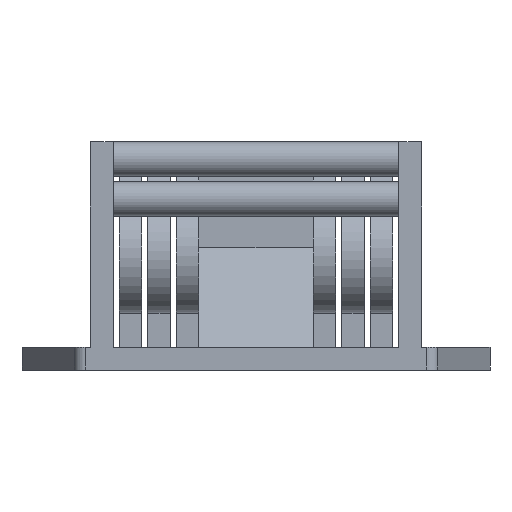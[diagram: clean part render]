
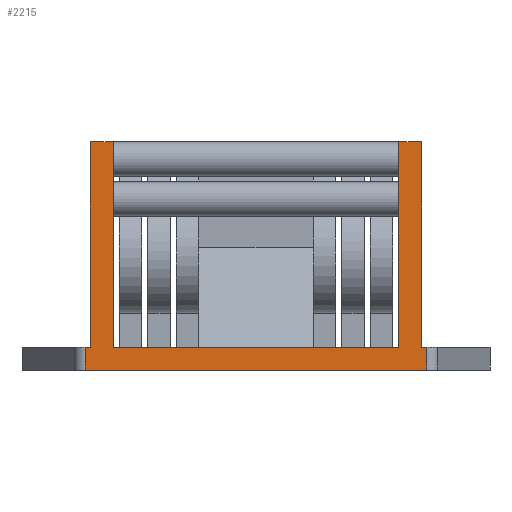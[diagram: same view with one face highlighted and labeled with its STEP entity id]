
A CAD part, left-side view. The second image highlights one B-rep face of the part: STEP entity #2215.
In plain terms, the highlighted planar face has unit normal (-1, 0, 0).
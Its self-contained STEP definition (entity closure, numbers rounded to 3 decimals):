
#203=FACE_OUTER_BOUND('',#351,.T.);
#351=EDGE_LOOP('',(#1773,#1774,#1775,#1776,#1777,#1778,#1779,#1780,#1781,
#1782,#1783,#1784));
#627=LINE('',#3500,#849);
#629=LINE('',#3506,#851);
#635=LINE('',#3528,#857);
#636=LINE('',#3530,#858);
#637=LINE('',#3532,#859);
#638=LINE('',#3534,#860);
#639=LINE('',#3536,#861);
#640=LINE('',#3538,#862);
#641=LINE('',#3540,#863);
#642=LINE('',#3542,#864);
#643=LINE('',#3544,#865);
#644=LINE('',#3545,#866);
#849=VECTOR('',#2851,10.);
#851=VECTOR('',#2857,10.);
#857=VECTOR('',#2875,10.);
#858=VECTOR('',#2876,10.);
#859=VECTOR('',#2877,10.);
#860=VECTOR('',#2878,10.);
#861=VECTOR('',#2879,10.);
#862=VECTOR('',#2880,10.);
#863=VECTOR('',#2881,10.);
#864=VECTOR('',#2882,10.);
#865=VECTOR('',#2883,10.);
#866=VECTOR('',#2884,10.);
#1060=VERTEX_POINT('',#3497);
#1061=VERTEX_POINT('',#3499);
#1063=VERTEX_POINT('',#3505);
#1073=VERTEX_POINT('',#3527);
#1074=VERTEX_POINT('',#3529);
#1075=VERTEX_POINT('',#3531);
#1076=VERTEX_POINT('',#3533);
#1077=VERTEX_POINT('',#3535);
#1078=VERTEX_POINT('',#3537);
#1079=VERTEX_POINT('',#3539);
#1080=VERTEX_POINT('',#3541);
#1081=VERTEX_POINT('',#3543);
#1310=EDGE_CURVE('',#1060,#1061,#627,.T.);
#1313=EDGE_CURVE('',#1061,#1063,#629,.T.);
#1324=EDGE_CURVE('',#1073,#1060,#635,.T.);
#1325=EDGE_CURVE('',#1073,#1074,#636,.T.);
#1326=EDGE_CURVE('',#1074,#1075,#637,.T.);
#1327=EDGE_CURVE('',#1075,#1076,#638,.T.);
#1328=EDGE_CURVE('',#1076,#1077,#639,.T.);
#1329=EDGE_CURVE('',#1077,#1078,#640,.T.);
#1330=EDGE_CURVE('',#1078,#1079,#641,.T.);
#1331=EDGE_CURVE('',#1080,#1079,#642,.T.);
#1332=EDGE_CURVE('',#1081,#1080,#643,.T.);
#1333=EDGE_CURVE('',#1063,#1081,#644,.T.);
#1773=ORIENTED_EDGE('',*,*,#1310,.F.);
#1774=ORIENTED_EDGE('',*,*,#1324,.F.);
#1775=ORIENTED_EDGE('',*,*,#1325,.T.);
#1776=ORIENTED_EDGE('',*,*,#1326,.T.);
#1777=ORIENTED_EDGE('',*,*,#1327,.T.);
#1778=ORIENTED_EDGE('',*,*,#1328,.T.);
#1779=ORIENTED_EDGE('',*,*,#1329,.T.);
#1780=ORIENTED_EDGE('',*,*,#1330,.T.);
#1781=ORIENTED_EDGE('',*,*,#1331,.F.);
#1782=ORIENTED_EDGE('',*,*,#1332,.F.);
#1783=ORIENTED_EDGE('',*,*,#1333,.F.);
#1784=ORIENTED_EDGE('',*,*,#1313,.F.);
#2116=PLANE('',#2439);
#2215=ADVANCED_FACE('',(#203),#2116,.T.);
#2439=AXIS2_PLACEMENT_3D('',#3526,#2873,#2874);
#2851=DIRECTION('',(0.,0.,-1.));
#2857=DIRECTION('',(0.,1.,0.));
#2873=DIRECTION('center_axis',(-1.,0.,0.));
#2874=DIRECTION('ref_axis',(0.,0.,1.));
#2875=DIRECTION('',(0.,-1.,0.));
#2876=DIRECTION('',(0.,0.,1.));
#2877=DIRECTION('',(0.,1.,0.));
#2878=DIRECTION('',(0.,0.,-1.));
#2879=DIRECTION('',(0.,1.,0.));
#2880=DIRECTION('',(0.,0.,1.));
#2881=DIRECTION('',(0.,1.,0.));
#2882=DIRECTION('',(0.,0.,1.));
#2883=DIRECTION('',(0.,-1.,0.));
#2884=DIRECTION('',(0.,0.,1.));
#3497=CARTESIAN_POINT('',(-70.,-4.456,2.));
#3499=CARTESIAN_POINT('',(-70.,-4.456,0.));
#3500=CARTESIAN_POINT('',(-70.,-4.456,0.));
#3505=CARTESIAN_POINT('',(-70.,25.456,0.));
#3506=CARTESIAN_POINT('',(-70.,-4.,0.));
#3526=CARTESIAN_POINT('Origin',(-70.,-4.,0.));
#3527=CARTESIAN_POINT('',(-70.,-4.,2.));
#3528=CARTESIAN_POINT('',(-70.,-4.,2.));
#3529=CARTESIAN_POINT('',(-70.,-4.,20.));
#3530=CARTESIAN_POINT('',(-70.,-4.,0.));
#3531=CARTESIAN_POINT('',(-70.,-2.,20.));
#3532=CARTESIAN_POINT('',(-70.,-4.,20.));
#3533=CARTESIAN_POINT('',(-70.,-2.,2.));
#3534=CARTESIAN_POINT('',(-70.,-2.,1.));
#3535=CARTESIAN_POINT('',(-70.,23.,2.));
#3536=CARTESIAN_POINT('',(-70.,9.5,2.));
#3537=CARTESIAN_POINT('',(-70.,23.,20.));
#3538=CARTESIAN_POINT('',(-70.,23.,10.));
#3539=CARTESIAN_POINT('',(-70.,25.,20.));
#3540=CARTESIAN_POINT('',(-70.,-4.,20.));
#3541=CARTESIAN_POINT('',(-70.,25.,2.));
#3542=CARTESIAN_POINT('',(-70.,25.,0.));
#3543=CARTESIAN_POINT('',(-70.,25.456,2.));
#3544=CARTESIAN_POINT('',(-70.,31.,2.));
#3545=CARTESIAN_POINT('',(-70.,25.456,0.));
